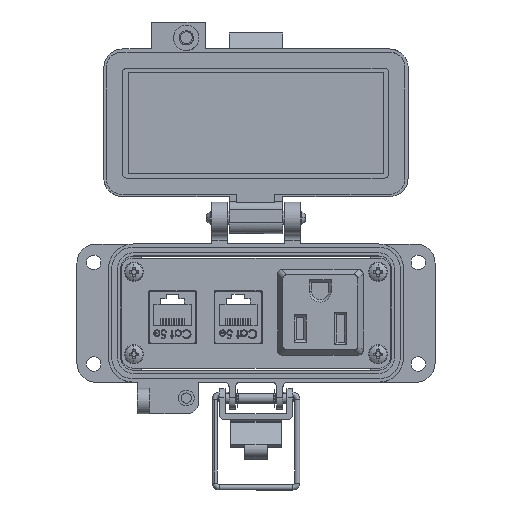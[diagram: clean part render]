
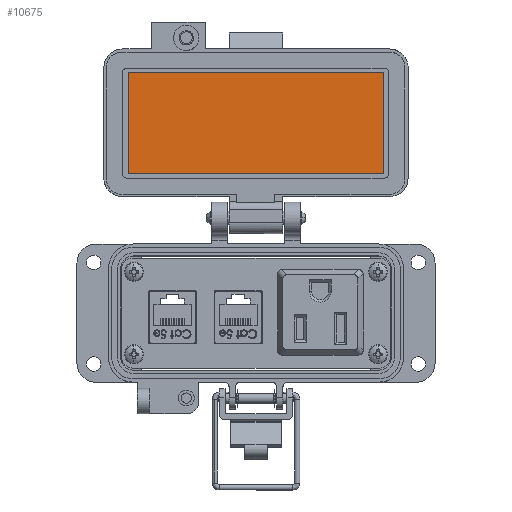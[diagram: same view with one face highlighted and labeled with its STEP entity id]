
A CAD part, top view. The second image highlights one B-rep face of the part: STEP entity #10675.
In plain terms, the highlighted planar face has unit normal (0, 0, 1).
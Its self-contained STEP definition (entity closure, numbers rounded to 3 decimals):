
#971 = EDGE_CURVE ( 'NONE', #7727, #21155, #50841, .T. ) ;
#1923 = CARTESIAN_POINT ( 'NONE',  ( -40.25, 67.154, -25.55 ) ) ;
#4516 = LINE ( 'NONE', #37061, #42754 ) ;
#5382 = VECTOR ( 'NONE', #51221, 1000. ) ;
#7727 = VERTEX_POINT ( 'NONE', #50570 ) ;
#7861 = VECTOR ( 'NONE', #50578, 1000. ) ;
#9694 = ORIENTED_EDGE ( 'NONE', *, *, #51072, .F. ) ;
#10664 = LINE ( 'NONE', #15174, #5382 ) ;
#10675 = ADVANCED_FACE ( 'NONE', ( #35292 ), #51351, .T. ) ;
#10842 = ORIENTED_EDGE ( 'NONE', *, *, #20950, .F. ) ;
#10977 = CARTESIAN_POINT ( 'NONE',  ( -40.25, 51.154, -25.55 ) ) ;
#15174 = CARTESIAN_POINT ( 'NONE',  ( 40.25, 67.154, -25.55 ) ) ;
#15853 = EDGE_LOOP ( 'NONE', ( #44588, #10842, #18025, #9694 ) ) ;
#18025 = ORIENTED_EDGE ( 'NONE', *, *, #971, .F. ) ;
#18391 = VERTEX_POINT ( 'NONE', #49472 ) ;
#18739 = DIRECTION ( 'NONE',  ( 0., 0., 1. ) ) ;
#18935 = AXIS2_PLACEMENT_3D ( 'NONE', #27815, #18739, #52134 ) ;
#20950 = EDGE_CURVE ( 'NONE', #21155, #27381, #38760, .T. ) ;
#21155 = VERTEX_POINT ( 'NONE', #10977 ) ;
#27381 = VERTEX_POINT ( 'NONE', #30678 ) ;
#27815 = CARTESIAN_POINT ( 'NONE',  ( -8.5, 67.154, -25.55 ) ) ;
#29918 = DIRECTION ( 'NONE',  ( 0., 1., 0. ) ) ;
#29983 = CARTESIAN_POINT ( 'NONE',  ( 42., 51.154, -25.55 ) ) ;
#30678 = CARTESIAN_POINT ( 'NONE',  ( -40.25, 83.154, -25.55 ) ) ;
#34061 = VECTOR ( 'NONE', #29918, 1000. ) ;
#35292 = FACE_OUTER_BOUND ( 'NONE', #15853, .T. ) ;
#37061 = CARTESIAN_POINT ( 'NONE',  ( -8.5, 83.154, -25.55 ) ) ;
#38760 = LINE ( 'NONE', #1923, #34061 ) ;
#42754 = VECTOR ( 'NONE', #49360, 1000. ) ;
#44588 = ORIENTED_EDGE ( 'NONE', *, *, #46293, .F. ) ;
#46293 = EDGE_CURVE ( 'NONE', #27381, #18391, #4516, .T. ) ;
#49360 = DIRECTION ( 'NONE',  ( 1., 0., 0. ) ) ;
#49472 = CARTESIAN_POINT ( 'NONE',  ( 40.25, 83.154, -25.55 ) ) ;
#50570 = CARTESIAN_POINT ( 'NONE',  ( 40.25, 51.154, -25.55 ) ) ;
#50578 = DIRECTION ( 'NONE',  ( -1., 0., 0. ) ) ;
#50841 = LINE ( 'NONE', #29983, #7861 ) ;
#51072 = EDGE_CURVE ( 'NONE', #18391, #7727, #10664, .T. ) ;
#51221 = DIRECTION ( 'NONE',  ( 0., -1., 0. ) ) ;
#51351 = PLANE ( 'NONE',  #18935 ) ;
#52134 = DIRECTION ( 'NONE',  ( 0., -1., 0. ) ) ;
